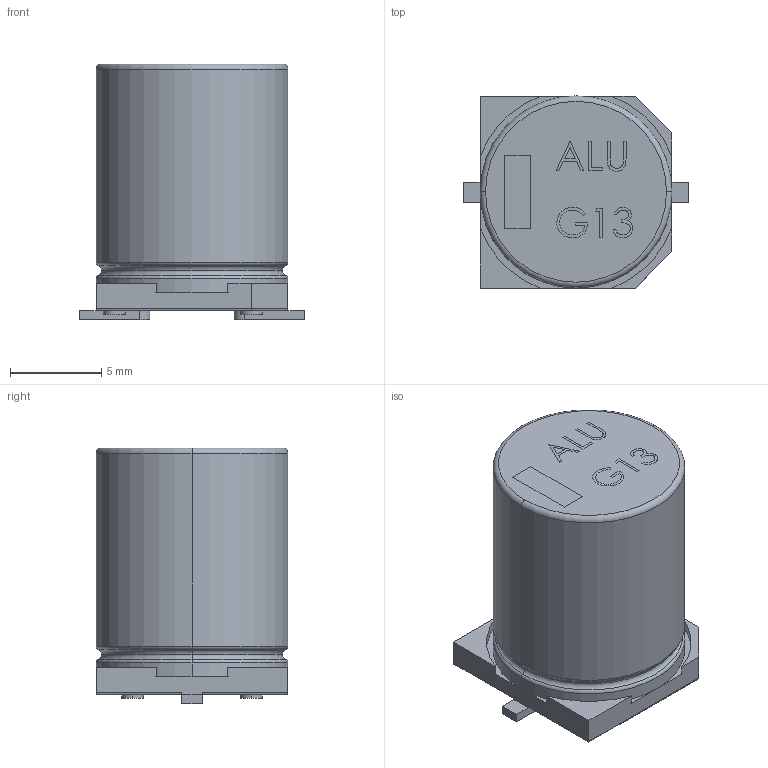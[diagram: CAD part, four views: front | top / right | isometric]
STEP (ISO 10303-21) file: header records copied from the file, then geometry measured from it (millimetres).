
FILE_DESCRIPTION(('FreeCAD Model'),'2;1');
FILE_NAME('User Library-ALU-G13.step', '2016-04-19T09:15:11',('Author'),(''), 'Open CASCADE STEP processor 6.8','FreeCAD','Unknown');
FILE_SCHEMA(('AUTOMOTIVE_DESIGN_CC2 { 1 2 10303 214 -1 1 5 4 }'));
Length unit declared in the file: millimetre
Products named in the file (1): User_Library-ALU-G13
Bounding box: 12.3 x 10.5 x 14 mm (x, y, z)
Volume: 578.3 mm3; surface area: 1109 mm2
Topology: 1 solids, 2 shells, 153 faces, 383 edges, 246 vertices
Faces by surface type: plane 80, bspline 30, cylinder 29, torus 14
Entity records: 18250 total; most frequent: CARTESIAN_POINT 10093, DIRECTION 1095, ORIENTED_EDGE 766, PCURVE 766, DEFINITIONAL_REPRESENTATION 766, LINE 671, VECTOR 671, EDGE_CURVE 383
